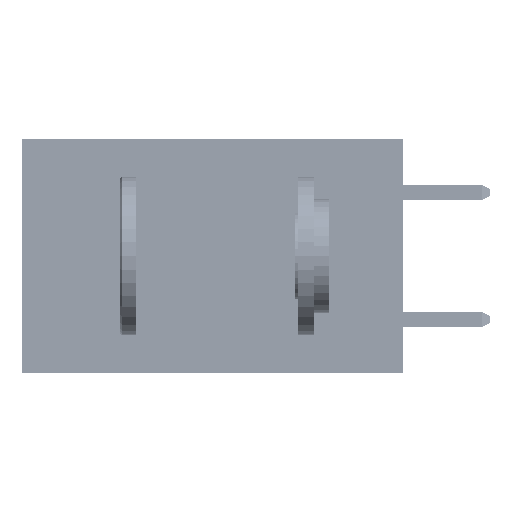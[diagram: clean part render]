
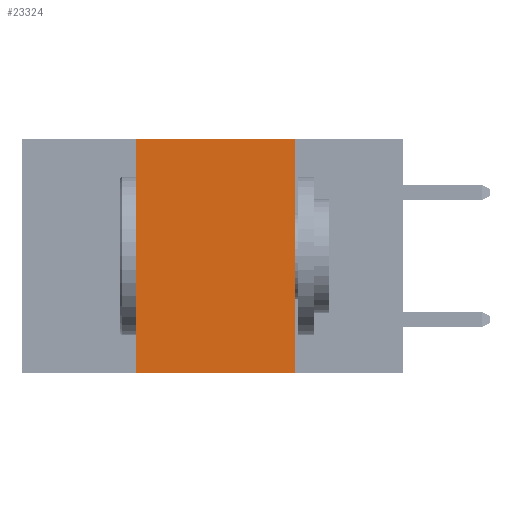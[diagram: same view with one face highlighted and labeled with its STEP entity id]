
A CAD part, left-side view. The second image highlights one B-rep face of the part: STEP entity #23324.
In plain terms, the highlighted planar face has unit normal (-1, 0, 0).
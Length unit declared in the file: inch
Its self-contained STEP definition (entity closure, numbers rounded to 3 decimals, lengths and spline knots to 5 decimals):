
#2136 = ORIENTED_EDGE ( 'NONE', *, *, #42611, .F. ) ;
#3192 = LINE ( 'NONE', #9682, #42518 ) ;
#3961 = EDGE_CURVE ( 'NONE', #41260, #27380, #3192, .T. ) ;
#5379 = PLANE ( 'NONE',  #27442 ) ;
#7818 = DIRECTION ( 'NONE',  ( 0., -1., 0. ) ) ;
#9682 = CARTESIAN_POINT ( 'NONE',  ( 0., 0.6, 0. ) ) ;
#9990 = CARTESIAN_POINT ( 'NONE',  ( 0., 0.17, 0. ) ) ;
#10540 = VECTOR ( 'NONE', #34241, 39.37008 ) ;
#11120 = EDGE_LOOP ( 'NONE', ( #42344, #32634, #2136, #40468 ) ) ;
#15467 = DIRECTION ( 'NONE',  ( 0., 0., 1. ) ) ;
#15803 = VERTEX_POINT ( 'NONE', #23282 ) ;
#16510 = LINE ( 'NONE', #24233, #36823 ) ;
#21862 = EDGE_CURVE ( 'NONE', #27380, #15803, #39185, .T. ) ;
#23124 = CARTESIAN_POINT ( 'NONE',  ( 0., 0.42, 0. ) ) ;
#23282 = CARTESIAN_POINT ( 'NONE',  ( 0., 0.17, -0.37 ) ) ;
#23324 = ADVANCED_FACE ( 'NONE', ( #42029 ), #5379, .F. ) ;
#24233 = CARTESIAN_POINT ( 'NONE',  ( 0., 0.6, -0.37 ) ) ;
#26732 = CARTESIAN_POINT ( 'NONE',  ( 0., 0.17, 0. ) ) ;
#27380 = VERTEX_POINT ( 'NONE', #9990 ) ;
#27442 = AXIS2_PLACEMENT_3D ( 'NONE', #43364, #37392, #37060 ) ;
#32634 = ORIENTED_EDGE ( 'NONE', *, *, #3961, .F. ) ;
#32856 = CARTESIAN_POINT ( 'NONE',  ( 0., 0.42, 0. ) ) ;
#32909 = EDGE_CURVE ( 'NONE', #40675, #15803, #16510, .T. ) ;
#34241 = DIRECTION ( 'NONE',  ( 0., 0., -1. ) ) ;
#36198 = DIRECTION ( 'NONE',  ( 0., -1., 0. ) ) ;
#36823 = VECTOR ( 'NONE', #7818, 39.37008 ) ;
#37060 = DIRECTION ( 'NONE',  ( 0., 0., -1. ) ) ;
#37392 = DIRECTION ( 'NONE',  ( 1., 0., 0. ) ) ;
#39185 = LINE ( 'NONE', #26732, #10540 ) ;
#40468 = ORIENTED_EDGE ( 'NONE', *, *, #32909, .T. ) ;
#40675 = VERTEX_POINT ( 'NONE', #43565 ) ;
#41260 = VERTEX_POINT ( 'NONE', #32856 ) ;
#41924 = VECTOR ( 'NONE', #15467, 39.37008 ) ;
#42029 = FACE_OUTER_BOUND ( 'NONE', #11120, .T. ) ;
#42344 = ORIENTED_EDGE ( 'NONE', *, *, #21862, .F. ) ;
#42518 = VECTOR ( 'NONE', #36198, 39.37008 ) ;
#42611 = EDGE_CURVE ( 'NONE', #40675, #41260, #47266, .T. ) ;
#43364 = CARTESIAN_POINT ( 'NONE',  ( 0., 0.6, 0. ) ) ;
#43565 = CARTESIAN_POINT ( 'NONE',  ( 0., 0.42, -0.37 ) ) ;
#47266 = LINE ( 'NONE', #23124, #41924 ) ;
